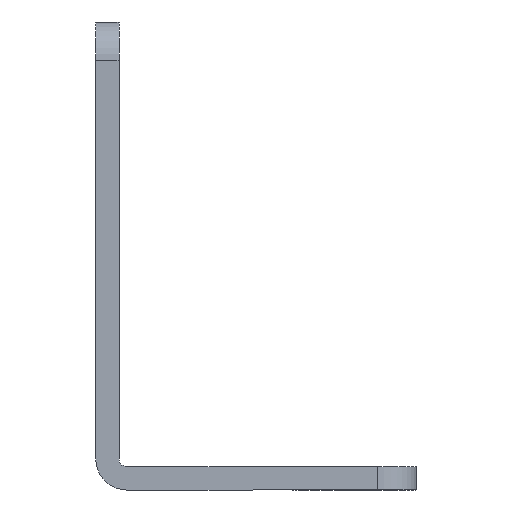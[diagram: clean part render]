
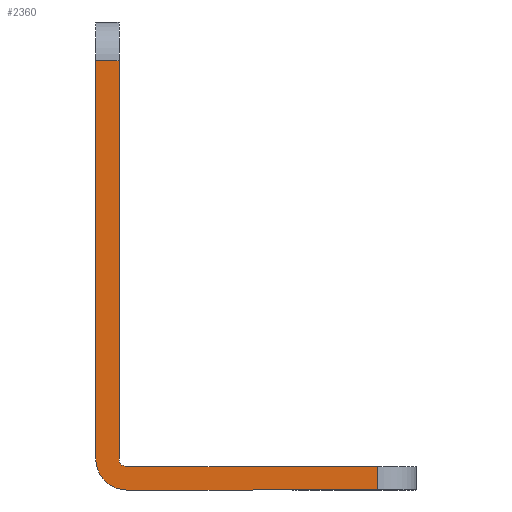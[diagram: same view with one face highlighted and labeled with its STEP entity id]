
A CAD part, left-side view. The second image highlights one B-rep face of the part: STEP entity #2360.
In plain terms, the highlighted planar face has unit normal (-1, 0, 0).
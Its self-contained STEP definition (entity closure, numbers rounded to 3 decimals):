
#23 = DIRECTION ( 'NONE',  ( -1., 0., 0. ) ) ;
#59 = EDGE_CURVE ( 'NONE', #291, #74, #4062, .T. ) ;
#74 = VERTEX_POINT ( 'NONE', #3196 ) ;
#181 = VERTEX_POINT ( 'NONE', #2909 ) ;
#291 = VERTEX_POINT ( 'NONE', #1318 ) ;
#307 = FACE_OUTER_BOUND ( 'NONE', #2601, .T. ) ;
#363 = DIRECTION ( 'NONE',  ( 0., 0., 1. ) ) ;
#371 = AXIS2_PLACEMENT_3D ( 'NONE', #969, #987, #1009 ) ;
#418 = AXIS2_PLACEMENT_3D ( 'NONE', #1520, #2890, #3219 ) ;
#551 = EDGE_CURVE ( 'NONE', #74, #3199, #3627, .T. ) ;
#661 = CARTESIAN_POINT ( 'NONE',  ( 0., 3., 4. ) ) ;
#763 = LINE ( 'NONE', #3952, #3223 ) ;
#914 = EDGE_CURVE ( 'NONE', #1730, #3157, #3276, .T. ) ;
#969 = CARTESIAN_POINT ( 'NONE',  ( 0., -1., 4. ) ) ;
#979 = CARTESIAN_POINT ( 'NONE',  ( 0., -1., 3. ) ) ;
#987 = DIRECTION ( 'NONE',  ( -1., 0., 0. ) ) ;
#1009 = DIRECTION ( 'NONE',  ( 0., -1., 0. ) ) ;
#1018 = CARTESIAN_POINT ( 'NONE',  ( 0., -1., 4. ) ) ;
#1068 = VECTOR ( 'NONE', #2334, 1000. ) ;
#1084 = DIRECTION ( 'NONE',  ( 0., 1., 0. ) ) ;
#1120 = CARTESIAN_POINT ( 'NONE',  ( 0., 3., 60.3 ) ) ;
#1166 = DIRECTION ( 'NONE',  ( 0., 0., 1. ) ) ;
#1318 = CARTESIAN_POINT ( 'NONE',  ( 0., -33.3, 0. ) ) ;
#1462 = VERTEX_POINT ( 'NONE', #1835 ) ;
#1520 = CARTESIAN_POINT ( 'NONE',  ( 0., 3., 60.3 ) ) ;
#1555 = ORIENTED_EDGE ( 'NONE', *, *, #4037, .F. ) ;
#1556 = CARTESIAN_POINT ( 'NONE',  ( 0., 0., 60.3 ) ) ;
#1730 = VERTEX_POINT ( 'NONE', #661 ) ;
#1784 = ORIENTED_EDGE ( 'NONE', *, *, #2815, .T. ) ;
#1825 = ORIENTED_EDGE ( 'NONE', *, *, #4004, .T. ) ;
#1835 = CARTESIAN_POINT ( 'NONE',  ( 0., 0., 4. ) ) ;
#1850 = LINE ( 'NONE', #1556, #3848 ) ;
#1932 = CARTESIAN_POINT ( 'NONE',  ( 0., 3., 55.3 ) ) ;
#1951 = PLANE ( 'NONE',  #418 ) ;
#2134 = CARTESIAN_POINT ( 'NONE',  ( 0., -33.3, 3. ) ) ;
#2317 = ORIENTED_EDGE ( 'NONE', *, *, #3485, .F. ) ;
#2334 = DIRECTION ( 'NONE',  ( 0., 0., -1. ) ) ;
#2360 = ADVANCED_FACE ( 'NONE', ( #307 ), #1951, .T. ) ;
#2387 = CARTESIAN_POINT ( 'NONE',  ( 0., -1., 0. ) ) ;
#2557 = LINE ( 'NONE', #1932, #3925 ) ;
#2601 = EDGE_LOOP ( 'NONE', ( #3466, #3940, #2317, #1784, #1825, #4159, #1555, #3244 ) ) ;
#2624 = CIRCLE ( 'NONE', #4170, 1. ) ;
#2815 = EDGE_CURVE ( 'NONE', #2916, #181, #2557, .T. ) ;
#2890 = DIRECTION ( 'NONE',  ( -1., 0., 0. ) ) ;
#2901 = DIRECTION ( 'NONE',  ( 0., 1., 0. ) ) ;
#2909 = CARTESIAN_POINT ( 'NONE',  ( 0., 3., 55.3 ) ) ;
#2916 = VERTEX_POINT ( 'NONE', #3918 ) ;
#3157 = VERTEX_POINT ( 'NONE', #2387 ) ;
#3196 = CARTESIAN_POINT ( 'NONE',  ( 0., -33.3, 3. ) ) ;
#3199 = VERTEX_POINT ( 'NONE', #979 ) ;
#3219 = DIRECTION ( 'NONE',  ( 0., 0., 1. ) ) ;
#3223 = VECTOR ( 'NONE', #1084, 1000. ) ;
#3241 = VECTOR ( 'NONE', #1166, 1000. ) ;
#3244 = ORIENTED_EDGE ( 'NONE', *, *, #59, .T. ) ;
#3276 = CIRCLE ( 'NONE', #371, 4. ) ;
#3301 = LINE ( 'NONE', #1120, #1068 ) ;
#3466 = ORIENTED_EDGE ( 'NONE', *, *, #551, .T. ) ;
#3485 = EDGE_CURVE ( 'NONE', #2916, #1462, #1850, .T. ) ;
#3627 = LINE ( 'NONE', #3924, #3901 ) ;
#3792 = DIRECTION ( 'NONE',  ( 0., 0., -1. ) ) ;
#3835 = DIRECTION ( 'NONE',  ( 0., 1., 0. ) ) ;
#3848 = VECTOR ( 'NONE', #3792, 1000. ) ;
#3886 = EDGE_CURVE ( 'NONE', #1462, #3199, #2624, .T. ) ;
#3901 = VECTOR ( 'NONE', #2901, 1000. ) ;
#3918 = CARTESIAN_POINT ( 'NONE',  ( 0., 0., 55.3 ) ) ;
#3924 = CARTESIAN_POINT ( 'NONE',  ( 0., 0.563, 3. ) ) ;
#3925 = VECTOR ( 'NONE', #3835, 1000. ) ;
#3940 = ORIENTED_EDGE ( 'NONE', *, *, #3886, .F. ) ;
#3952 = CARTESIAN_POINT ( 'NONE',  ( 0., 0.563, 0. ) ) ;
#4004 = EDGE_CURVE ( 'NONE', #181, #1730, #3301, .T. ) ;
#4037 = EDGE_CURVE ( 'NONE', #291, #3157, #763, .T. ) ;
#4062 = LINE ( 'NONE', #2134, #3241 ) ;
#4159 = ORIENTED_EDGE ( 'NONE', *, *, #914, .T. ) ;
#4170 = AXIS2_PLACEMENT_3D ( 'NONE', #1018, #23, #363 ) ;
